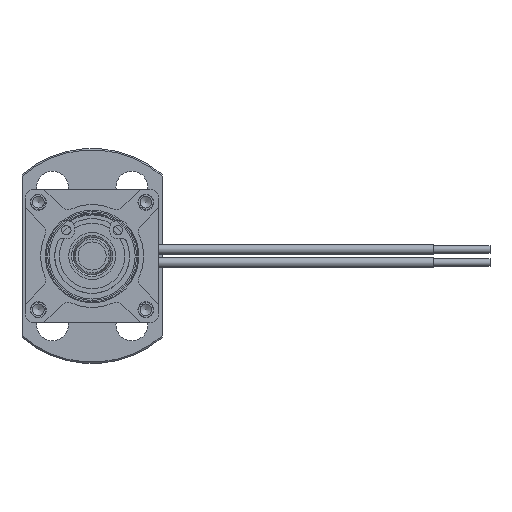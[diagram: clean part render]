
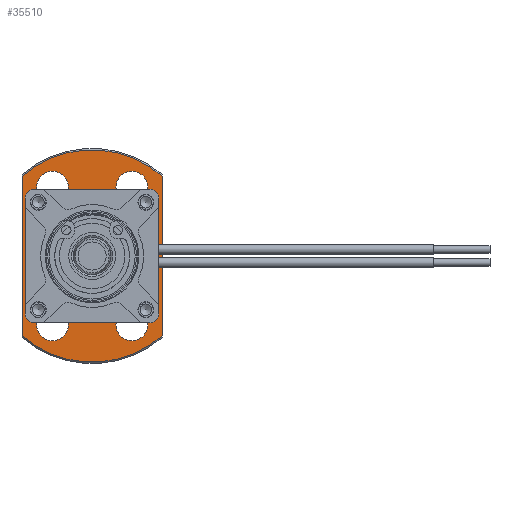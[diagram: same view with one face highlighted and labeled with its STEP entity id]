
A CAD part, front view. The second image highlights one B-rep face of the part: STEP entity #35510.
In plain terms, the highlighted face is planar.
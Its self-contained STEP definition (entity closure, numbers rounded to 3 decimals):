
#251=B_SPLINE_CURVE_WITH_KNOTS('',3,(#79959,#79960,#79961,#79962,#79963,
#79964),.UNSPECIFIED.,.F.,.F.,(4,2,4),(-0.083,-0.041,
0.),.UNSPECIFIED.);
#252=B_SPLINE_CURVE_WITH_KNOTS('',3,(#79966,#79967,#79968,#79969),
 .UNSPECIFIED.,.F.,.F.,(4,4),(-0.002,0.),.UNSPECIFIED.);
#253=B_SPLINE_CURVE_WITH_KNOTS('',3,(#79971,#79972,#79973,#79974,#79975,
#79976,#79977,#79978,#79979,#79980,#79981,#79982,#79983),.UNSPECIFIED.,
 .F.,.F.,(4,3,3,3,4),(0.004,0.239,0.582,
0.925,1.),.UNSPECIFIED.);
#254=B_SPLINE_CURVE_WITH_KNOTS('',3,(#79985,#79986,#79987,#79988,#79989,
#79990),.UNSPECIFIED.,.F.,.F.,(4,2,4),(-0.083,-0.042,
0.),.UNSPECIFIED.);
#255=B_SPLINE_CURVE_WITH_KNOTS('',3,(#79991,#79992,#79993,#79994),
 .UNSPECIFIED.,.F.,.F.,(4,4),(-0.003,0.),.UNSPECIFIED.);
#1771=FACE_BOUND('',#5837,.T.);
#1772=FACE_BOUND('',#5838,.T.);
#1773=FACE_BOUND('',#5839,.T.);
#1774=FACE_BOUND('',#5840,.T.);
#1775=FACE_BOUND('',#5841,.T.);
#3661=FACE_OUTER_BOUND('',#5836,.T.);
#5836=EDGE_LOOP('',(#32696,#32697,#32698,#32699));
#5837=EDGE_LOOP('',(#32700));
#5838=EDGE_LOOP('',(#32701));
#5839=EDGE_LOOP('',(#32702));
#5840=EDGE_LOOP('',(#32703));
#5841=EDGE_LOOP('',(#32704,#32705,#32706,#32707,#32708,#32709));
#8722=LINE('',#79948,#11583);
#8723=LINE('',#79951,#11584);
#11583=VECTOR('',#50612,17.038);
#11584=VECTOR('',#50615,17.038);
#13719=CIRCLE('',#39597,1.753);
#13730=CIRCLE('',#39615,1.7);
#13731=CIRCLE('',#39617,11.35);
#13732=CIRCLE('',#39618,11.35);
#13733=CIRCLE('',#39619,1.7);
#13734=CIRCLE('',#39620,1.7);
#13735=CIRCLE('',#39621,1.7);
#17186=VERTEX_POINT('',#69847);
#17187=VERTEX_POINT('',#69848);
#17235=VERTEX_POINT('',#79941);
#17236=VERTEX_POINT('',#79944);
#17237=VERTEX_POINT('',#79945);
#17238=VERTEX_POINT('',#79947);
#17239=VERTEX_POINT('',#79949);
#17240=VERTEX_POINT('',#79952);
#17241=VERTEX_POINT('',#79954);
#17242=VERTEX_POINT('',#79956);
#17243=VERTEX_POINT('',#79958);
#17244=VERTEX_POINT('',#79965);
#17245=VERTEX_POINT('',#79970);
#17246=VERTEX_POINT('',#79984);
#22323=EDGE_CURVE('',#17186,#17187,#13719,.T.);
#22408=EDGE_CURVE('',#17235,#17235,#13730,.T.);
#22409=EDGE_CURVE('',#17236,#17237,#13731,.T.);
#22410=EDGE_CURVE('',#17237,#17238,#8722,.T.);
#22411=EDGE_CURVE('',#17238,#17239,#13732,.T.);
#22412=EDGE_CURVE('',#17239,#17236,#8723,.T.);
#22413=EDGE_CURVE('',#17240,#17240,#13733,.T.);
#22414=EDGE_CURVE('',#17241,#17241,#13734,.T.);
#22415=EDGE_CURVE('',#17242,#17242,#13735,.T.);
#22416=EDGE_CURVE('',#17187,#17243,#251,.T.);
#22417=EDGE_CURVE('',#17243,#17244,#252,.T.);
#22418=EDGE_CURVE('',#17244,#17245,#253,.T.);
#22419=EDGE_CURVE('',#17245,#17246,#254,.T.);
#22420=EDGE_CURVE('',#17246,#17186,#255,.T.);
#32696=ORIENTED_EDGE('',*,*,#22409,.T.);
#32697=ORIENTED_EDGE('',*,*,#22410,.T.);
#32698=ORIENTED_EDGE('',*,*,#22411,.T.);
#32699=ORIENTED_EDGE('',*,*,#22412,.T.);
#32700=ORIENTED_EDGE('',*,*,#22408,.F.);
#32701=ORIENTED_EDGE('',*,*,#22413,.F.);
#32702=ORIENTED_EDGE('',*,*,#22414,.F.);
#32703=ORIENTED_EDGE('',*,*,#22415,.F.);
#32704=ORIENTED_EDGE('',*,*,#22323,.T.);
#32705=ORIENTED_EDGE('',*,*,#22416,.T.);
#32706=ORIENTED_EDGE('',*,*,#22417,.T.);
#32707=ORIENTED_EDGE('',*,*,#22418,.T.);
#32708=ORIENTED_EDGE('',*,*,#22419,.T.);
#32709=ORIENTED_EDGE('',*,*,#22420,.T.);
#33627=PLANE('',#39616);
#35510=ADVANCED_FACE('',(#3661,#1771,#1772,#1773,#1774,#1775),#33627,.T.);
#39597=AXIS2_PLACEMENT_3D('',#69849,#50537,#50538);
#39615=AXIS2_PLACEMENT_3D('',#79942,#50606,#50607);
#39616=AXIS2_PLACEMENT_3D('',#79943,#50608,#50609);
#39617=AXIS2_PLACEMENT_3D('',#79946,#50610,#50611);
#39618=AXIS2_PLACEMENT_3D('',#79950,#50613,#50614);
#39619=AXIS2_PLACEMENT_3D('',#79953,#50616,#50617);
#39620=AXIS2_PLACEMENT_3D('',#79955,#50618,#50619);
#39621=AXIS2_PLACEMENT_3D('',#79957,#50620,#50621);
#50537=DIRECTION('center_axis',(0.,0.,1.));
#50538=DIRECTION('ref_axis',(-0.809,-0.588,0.));
#50606=DIRECTION('center_axis',(0.,0.,-1.));
#50607=DIRECTION('ref_axis',(1.,0.,0.));
#50608=DIRECTION('center_axis',(0.,0.,-1.));
#50609=DIRECTION('ref_axis',(1.,0.,0.));
#50610=DIRECTION('center_axis',(0.,0.,-1.));
#50611=DIRECTION('ref_axis',(0.661,-0.751,0.));
#50612=DIRECTION('',(0.,1.,0.));
#50613=DIRECTION('center_axis',(0.,0.,-1.));
#50614=DIRECTION('ref_axis',(-0.661,0.751,0.));
#50615=DIRECTION('',(0.,-1.,0.));
#50616=DIRECTION('center_axis',(0.,0.,-1.));
#50617=DIRECTION('ref_axis',(1.,0.,0.));
#50618=DIRECTION('center_axis',(0.,0.,-1.));
#50619=DIRECTION('ref_axis',(-1.,0.,0.));
#50620=DIRECTION('center_axis',(0.,0.,-1.));
#50621=DIRECTION('ref_axis',(-1.,0.,0.));
#69847=CARTESIAN_POINT('',(-1.414,-1.035,-24.7));
#69848=CARTESIAN_POINT('',(1.476,-0.945,-24.7));
#69849=CARTESIAN_POINT('Origin',(0.,0.,-24.7));
#79941=CARTESIAN_POINT('',(-2.55,-7.361,-24.7));
#79942=CARTESIAN_POINT('Origin',(-4.25,-7.361,-24.7));
#79943=CARTESIAN_POINT('Origin',(0.,0.,-24.7));
#79944=CARTESIAN_POINT('',(7.5,-8.519,-24.7));
#79945=CARTESIAN_POINT('',(-7.5,-8.519,-24.7));
#79946=CARTESIAN_POINT('Origin',(0.,0.,
-24.7));
#79947=CARTESIAN_POINT('',(-7.5,8.519,-24.7));
#79948=CARTESIAN_POINT('',(-7.5,-8.519,-24.7));
#79949=CARTESIAN_POINT('',(7.5,8.519,-24.7));
#79950=CARTESIAN_POINT('Origin',(0.,0.,
-24.7));
#79951=CARTESIAN_POINT('',(7.5,8.519,-24.7));
#79952=CARTESIAN_POINT('',(5.95,-7.361,-24.7));
#79953=CARTESIAN_POINT('Origin',(4.25,-7.361,-24.7));
#79954=CARTESIAN_POINT('',(2.55,7.361,-24.7));
#79955=CARTESIAN_POINT('Origin',(4.25,7.361,-24.7));
#79956=CARTESIAN_POINT('',(-5.95,7.361,-24.7));
#79957=CARTESIAN_POINT('Origin',(-4.25,7.361,-24.7));
#79958=CARTESIAN_POINT('',(1.543,-0.128,-24.699));
#79959=CARTESIAN_POINT('Ctrl Pts',(1.475,-0.945,
-24.7));
#79960=CARTESIAN_POINT('Ctrl Pts',(1.521,-0.815,
-24.7));
#79961=CARTESIAN_POINT('Ctrl Pts',(1.552,-0.679,-24.7));
#79962=CARTESIAN_POINT('Ctrl Pts',(1.576,-0.404,
-24.7));
#79963=CARTESIAN_POINT('Ctrl Pts',(1.57,-0.264,
-24.7));
#79964=CARTESIAN_POINT('Ctrl Pts',(1.545,-0.128,
-24.7));
#79965=CARTESIAN_POINT('',(1.542,-0.111,-24.7));
#79966=CARTESIAN_POINT('Ctrl Pts',(1.541,-0.128,
-24.699));
#79967=CARTESIAN_POINT('Ctrl Pts',(1.542,-0.122,
-24.699));
#79968=CARTESIAN_POINT('Ctrl Pts',(1.542,-0.117,
-24.7));
#79969=CARTESIAN_POINT('Ctrl Pts',(1.542,-0.111,
-24.7));
#79970=CARTESIAN_POINT('',(-1.532,-0.221,-24.7));
#79971=CARTESIAN_POINT('Ctrl Pts',(1.542,-0.111,
-24.7));
#79972=CARTESIAN_POINT('Ctrl Pts',(1.567,0.302,-24.7));
#79973=CARTESIAN_POINT('Ctrl Pts',(1.442,0.709,-24.7));
#79974=CARTESIAN_POINT('Ctrl Pts',(1.171,1.019,-24.7));
#79975=CARTESIAN_POINT('Ctrl Pts',(0.774,1.473,-24.7));
#79976=CARTESIAN_POINT('Ctrl Pts',(0.105,1.66,-24.7));
#79977=CARTESIAN_POINT('Ctrl Pts',(-0.465,1.481,
-24.7));
#79978=CARTESIAN_POINT('Ctrl Pts',(-1.033,1.303,-24.7));
#79979=CARTESIAN_POINT('Ctrl Pts',(-1.479,0.757,
-24.7));
#79980=CARTESIAN_POINT('Ctrl Pts',(-1.543,0.167,-24.7));
#79981=CARTESIAN_POINT('Ctrl Pts',(-1.557,0.038,
-24.7));
#79982=CARTESIAN_POINT('Ctrl Pts',(-1.553,-0.091,
-24.7));
#79983=CARTESIAN_POINT('Ctrl Pts',(-1.532,-0.221,
-24.7));
#79984=CARTESIAN_POINT('',(-1.417,-1.031,-24.7));
#79985=CARTESIAN_POINT('Ctrl Pts',(-1.534,-0.221,
-24.7));
#79986=CARTESIAN_POINT('Ctrl Pts',(-1.548,-0.355,
-24.7));
#79987=CARTESIAN_POINT('Ctrl Pts',(-1.546,-0.49,
-24.7));
#79988=CARTESIAN_POINT('Ctrl Pts',(-1.507,-0.763,
-24.7));
#79989=CARTESIAN_POINT('Ctrl Pts',(-1.47,-0.9,
-24.7));
#79990=CARTESIAN_POINT('Ctrl Pts',(-1.416,-1.03,
-24.7));
#79991=CARTESIAN_POINT('Ctrl Pts',(-1.417,-1.031,-24.7));
#79992=CARTESIAN_POINT('Ctrl Pts',(-1.416,-1.032,
-24.7));
#79993=CARTESIAN_POINT('Ctrl Pts',(-1.415,-1.034,
-24.7));
#79994=CARTESIAN_POINT('Ctrl Pts',(-1.414,-1.035,-24.7));
